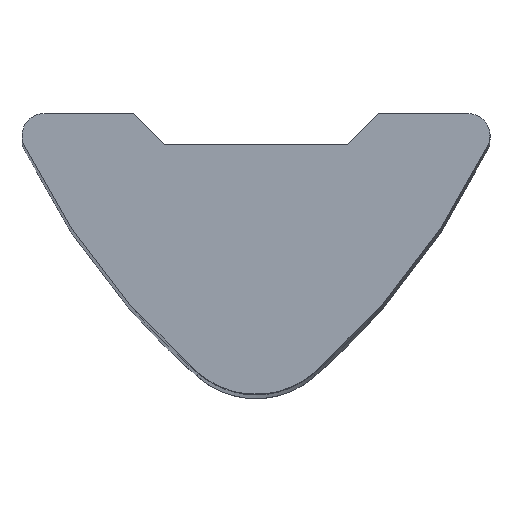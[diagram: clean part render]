
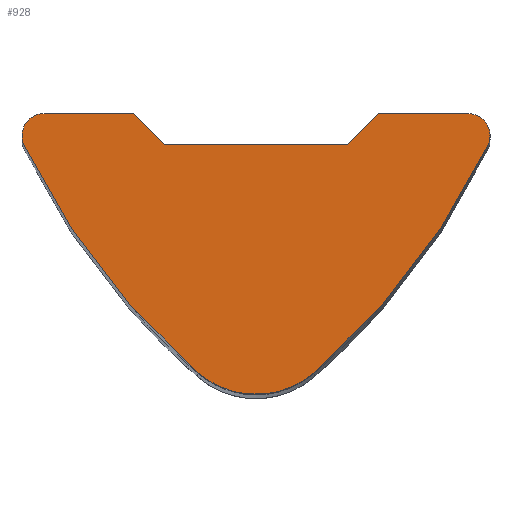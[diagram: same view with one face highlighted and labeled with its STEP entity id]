
A CAD part, top view. The second image highlights one B-rep face of the part: STEP entity #928.
In plain terms, the highlighted planar face has unit normal (0, 0, 1).
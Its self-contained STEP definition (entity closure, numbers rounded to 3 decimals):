
#3 = VECTOR ( 'NONE', #716, 1000. ) ;
#4 = ORIENTED_EDGE ( 'NONE', *, *, #1000, .F. ) ;
#11 = VECTOR ( 'NONE', #566, 1000. ) ;
#12 = VERTEX_POINT ( 'NONE', #853 ) ;
#37 = ORIENTED_EDGE ( 'NONE', *, *, #263, .T. ) ;
#50 = CARTESIAN_POINT ( 'NONE',  ( 2.05, -0.7, 29. ) ) ;
#57 = CIRCLE ( 'NONE', #912, 0.5 ) ;
#67 = VERTEX_POINT ( 'NONE', #861 ) ;
#70 = AXIS2_PLACEMENT_3D ( 'NONE', #106, #105, #104 ) ;
#101 = ORIENTED_EDGE ( 'NONE', *, *, #339, .T. ) ;
#104 = DIRECTION ( 'NONE',  ( -1., 0., 0. ) ) ;
#105 = DIRECTION ( 'NONE',  ( 0., 0., -1. ) ) ;
#106 = CARTESIAN_POINT ( 'NONE',  ( -4.75, -0.5, 29. ) ) ;
#115 = ORIENTED_EDGE ( 'NONE', *, *, #136, .T. ) ;
#119 = ORIENTED_EDGE ( 'NONE', *, *, #607, .T. ) ;
#136 = EDGE_CURVE ( 'NONE', #402, #476, #478, .T. ) ;
#142 = DIRECTION ( 'NONE',  ( -1., 0., 0. ) ) ;
#144 = DIRECTION ( 'NONE',  ( 0., 0., -1. ) ) ;
#146 = CARTESIAN_POINT ( 'NONE',  ( -9.203, 6.25, 29. ) ) ;
#161 = LINE ( 'NONE', #569, #11 ) ;
#162 = EDGE_CURVE ( 'NONE', #476, #12, #507, .T. ) ;
#215 = DIRECTION ( 'NONE',  ( 1., 0., 0. ) ) ;
#217 = DIRECTION ( 'NONE',  ( 0., 0., 1. ) ) ;
#218 = PLANE ( 'NONE',  #436 ) ;
#232 = DIRECTION ( 'NONE',  ( -1., 0., 0. ) ) ;
#233 = DIRECTION ( 'NONE',  ( 0., 0., 1. ) ) ;
#235 = EDGE_LOOP ( 'NONE', ( #119, #808, #37, #419, #4, #115, #815, #993, #973, #101, #946 ) ) ;
#236 = CARTESIAN_POINT ( 'NONE',  ( 4.75, -0.5, 29. ) ) ;
#239 = CARTESIAN_POINT ( 'NONE',  ( 5.2, -0.718, 29. ) ) ;
#241 = CARTESIAN_POINT ( 'NONE',  ( -4.75, -0.5, 29. ) ) ;
#263 = EDGE_CURVE ( 'NONE', #483, #67, #737, .T. ) ;
#277 = DIRECTION ( 'NONE',  ( -0.707, -0.707, 0. ) ) ;
#279 = CARTESIAN_POINT ( 'NONE',  ( 2.75, 0., 29. ) ) ;
#281 = CARTESIAN_POINT ( 'NONE',  ( -5.25, -0.5, 29. ) ) ;
#339 = EDGE_CURVE ( 'NONE', #578, #692, #161, .T. ) ;
#357 = CARTESIAN_POINT ( 'NONE',  ( 2.75, 0., 29. ) ) ;
#363 = VERTEX_POINT ( 'NONE', #50 ) ;
#366 = CARTESIAN_POINT ( 'NONE',  ( -2.75, 0., 29. ) ) ;
#373 = DIRECTION ( 'NONE',  ( -0.707, 0.707, 0. ) ) ;
#402 = VERTEX_POINT ( 'NONE', #683 ) ;
#419 = ORIENTED_EDGE ( 'NONE', *, *, #530, .F. ) ;
#422 = VERTEX_POINT ( 'NONE', #681 ) ;
#436 = AXIS2_PLACEMENT_3D ( 'NONE', #241, #217, #215 ) ;
#454 = CARTESIAN_POINT ( 'NONE',  ( -4.75, -0.7, 29. ) ) ;
#467 = AXIS2_PLACEMENT_3D ( 'NONE', #146, #144, #142 ) ;
#474 = DIRECTION ( 'NONE',  ( -1., 0., 0. ) ) ;
#476 = VERTEX_POINT ( 'NONE', #588 ) ;
#478 = CIRCLE ( 'NONE', #979, 16. ) ;
#479 = CARTESIAN_POINT ( 'NONE',  ( 4.75, 0., 29. ) ) ;
#483 = VERTEX_POINT ( 'NONE', #589 ) ;
#507 = CIRCLE ( 'NONE', #984, 2. ) ;
#524 = DIRECTION ( 'NONE',  ( -1., 0., 0. ) ) ;
#525 = DIRECTION ( 'NONE',  ( 0., 0., -1. ) ) ;
#528 = CARTESIAN_POINT ( 'NONE',  ( -4.75, -0.5, 29. ) ) ;
#530 = EDGE_CURVE ( 'NONE', #860, #67, #57, .T. ) ;
#566 = DIRECTION ( 'NONE',  ( -1., 0., 0. ) ) ;
#569 = CARTESIAN_POINT ( 'NONE',  ( -4.75, 0., 29. ) ) ;
#578 = VERTEX_POINT ( 'NONE', #479 ) ;
#588 = CARTESIAN_POINT ( 'NONE',  ( -1.315, -5.807, 29. ) ) ;
#589 = CARTESIAN_POINT ( 'NONE',  ( -2.75, 0., 29. ) ) ;
#607 = EDGE_CURVE ( 'NONE', #363, #422, #666, .T. ) ;
#626 = VECTOR ( 'NONE', #474, 1000. ) ;
#666 = LINE ( 'NONE', #454, #626 ) ;
#681 = CARTESIAN_POINT ( 'NONE',  ( -2.05, -0.7, 29. ) ) ;
#682 = EDGE_CURVE ( 'NONE', #422, #483, #753, .T. ) ;
#683 = CARTESIAN_POINT ( 'NONE',  ( -5.2, -0.718, 29. ) ) ;
#692 = VERTEX_POINT ( 'NONE', #357 ) ;
#716 = DIRECTION ( 'NONE',  ( -1., 0., 0. ) ) ;
#733 = CARTESIAN_POINT ( 'NONE',  ( -4.75, 0., 29. ) ) ;
#737 = LINE ( 'NONE', #733, #3 ) ;
#753 = LINE ( 'NONE', #366, #772 ) ;
#765 = DIRECTION ( 'NONE',  ( -1., 0., 0. ) ) ;
#767 = DIRECTION ( 'NONE',  ( 0., 0., 1. ) ) ;
#769 = CARTESIAN_POINT ( 'NONE',  ( 0., -4.3, 29. ) ) ;
#772 = VECTOR ( 'NONE', #373, 1000. ) ;
#782 = DIRECTION ( 'NONE',  ( -1., 0., 0. ) ) ;
#783 = DIRECTION ( 'NONE',  ( 0., 0., 1. ) ) ;
#785 = CARTESIAN_POINT ( 'NONE',  ( 9.203, 6.25, 29. ) ) ;
#801 = EDGE_CURVE ( 'NONE', #692, #363, #873, .T. ) ;
#808 = ORIENTED_EDGE ( 'NONE', *, *, #682, .T. ) ;
#811 = AXIS2_PLACEMENT_3D ( 'NONE', #236, #233, #232 ) ;
#815 = ORIENTED_EDGE ( 'NONE', *, *, #162, .T. ) ;
#853 = CARTESIAN_POINT ( 'NONE',  ( 1.315, -5.807, 29. ) ) ;
#860 = VERTEX_POINT ( 'NONE', #281 ) ;
#861 = CARTESIAN_POINT ( 'NONE',  ( -4.75, 0., 29. ) ) ;
#873 = LINE ( 'NONE', #279, #923 ) ;
#888 = CIRCLE ( 'NONE', #811, 0.5 ) ;
#894 = FACE_OUTER_BOUND ( 'NONE', #235, .T. ) ;
#898 = EDGE_CURVE ( 'NONE', #901, #578, #888, .T. ) ;
#901 = VERTEX_POINT ( 'NONE', #239 ) ;
#910 = CIRCLE ( 'NONE', #467, 16. ) ;
#912 = AXIS2_PLACEMENT_3D ( 'NONE', #528, #525, #524 ) ;
#923 = VECTOR ( 'NONE', #277, 1000. ) ;
#928 = ADVANCED_FACE ( 'NONE', ( #894 ), #218, .T. ) ;
#945 = EDGE_CURVE ( 'NONE', #901, #12, #910, .T. ) ;
#946 = ORIENTED_EDGE ( 'NONE', *, *, #801, .T. ) ;
#968 = CIRCLE ( 'NONE', #70, 0.5 ) ;
#973 = ORIENTED_EDGE ( 'NONE', *, *, #898, .T. ) ;
#979 = AXIS2_PLACEMENT_3D ( 'NONE', #785, #783, #782 ) ;
#984 = AXIS2_PLACEMENT_3D ( 'NONE', #769, #767, #765 ) ;
#993 = ORIENTED_EDGE ( 'NONE', *, *, #945, .F. ) ;
#1000 = EDGE_CURVE ( 'NONE', #402, #860, #968, .T. ) ;
